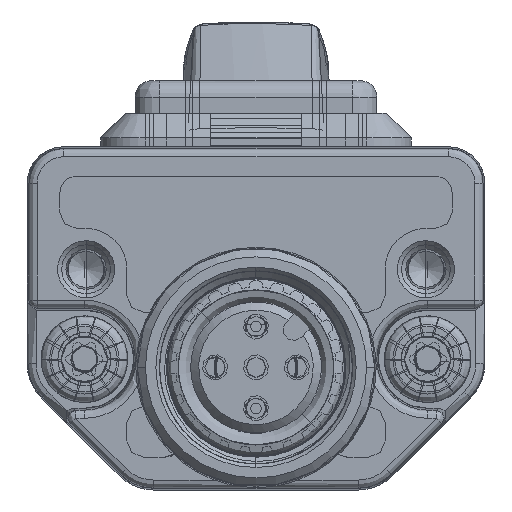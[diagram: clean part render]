
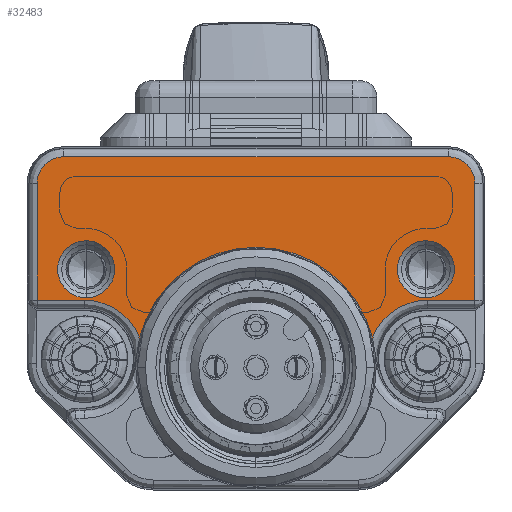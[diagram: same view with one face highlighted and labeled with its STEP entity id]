
A CAD part, left-side view. The second image highlights one B-rep face of the part: STEP entity #32483.
In plain terms, the highlighted face is planar.
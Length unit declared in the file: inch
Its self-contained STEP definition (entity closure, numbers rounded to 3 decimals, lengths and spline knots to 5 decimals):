
#27442=CARTESIAN_POINT('',(13.,13.5,10.3923));
#27443=DIRECTION('',(-1.,0.,0.));
#27444=DIRECTION('',(0.,1.,0.));
#27445=AXIS2_PLACEMENT_3D('',#27442,#27443,#27444);
#27447=CARTESIAN_POINT('',(13.,13.5,10.3923));
#27448=DIRECTION('',(-1.,0.,0.));
#27449=DIRECTION('',(0.,-1.,0.));
#27450=AXIS2_PLACEMENT_3D('',#27447,#27448,#27449);
#27452=CARTESIAN_POINT('',(13.,13.5,-10.3923));
#27453=DIRECTION('',(-1.,0.,0.));
#27454=DIRECTION('',(0.,-1.,0.));
#27455=AXIS2_PLACEMENT_3D('',#27452,#27453,#27454);
#27457=CARTESIAN_POINT('',(13.,13.5,-10.3923));
#27458=DIRECTION('',(-1.,0.,0.));
#27459=DIRECTION('',(0.,1.,0.));
#27460=AXIS2_PLACEMENT_3D('',#27457,#27458,#27459);
#27462=CARTESIAN_POINT('',(13.,8.,-10.5));
#27463=DIRECTION('',(-1.,0.,0.));
#27464=DIRECTION('',(0.,0.359,0.933));
#27465=AXIS2_PLACEMENT_3D('',#27462,#27463,#27464);
#27467=CARTESIAN_POINT('',(13.,7.5,0.));
#27468=DIRECTION('',(1.,0.,0.));
#27469=DIRECTION('',(0.,0.244,-0.97));
#27470=AXIS2_PLACEMENT_3D('',#27467,#27468,#27469);
#27472=CARTESIAN_POINT('',(13.,8.,10.5));
#27473=DIRECTION('',(-1.,0.,0.));
#27474=DIRECTION('',(0.,1.,0.));
#27475=AXIS2_PLACEMENT_3D('',#27472,#27473,#27474);
#27477=DIRECTION('',(0.,0.,-1.));
#27478=VECTOR('',#27477,2.8909);
#27479=CARTESIAN_POINT('',(13.,11.61353,13.3909));
#27480=LINE('',#27479,#27478);
#27481=DIRECTION('',(0.,-1.,0.));
#27482=VECTOR('',#27481,7.13647);
#27483=CARTESIAN_POINT('',(13.,18.75,13.3909));
#27484=LINE('',#27483,#27482);
#27485=CARTESIAN_POINT('',(13.,18.75,11.75));
#27486=DIRECTION('',(1.,0.,0.));
#27487=DIRECTION('',(0.,1.,0.));
#27488=AXIS2_PLACEMENT_3D('',#27485,#27486,#27487);
#27490=DIRECTION('',(0.,0.,1.));
#27491=VECTOR('',#27490,23.5);
#27492=CARTESIAN_POINT('',(13.,20.3909,-11.75));
#27493=LINE('',#27492,#27491);
#27494=CARTESIAN_POINT('',(13.,18.75,-11.75));
#27495=DIRECTION('',(1.,0.,0.));
#27496=DIRECTION('',(0.,0.,-1.));
#27497=AXIS2_PLACEMENT_3D('',#27494,#27495,#27496);
#27499=DIRECTION('',(0.,1.,0.));
#27500=VECTOR('',#27499,7.13647);
#27501=CARTESIAN_POINT('',(13.,11.61353,-13.3909));
#27502=LINE('',#27501,#27500);
#27503=DIRECTION('',(0.,0.,-1.));
#27504=VECTOR('',#27503,2.8909);
#27505=CARTESIAN_POINT('',(13.,11.61353,-10.5));
#27506=LINE('',#27505,#27504);
#27683=CARTESIAN_POINT('',(13.,9.29654,-7.1271));
#27751=CARTESIAN_POINT('',(13.,9.29654,7.12711));
#31761=VERTEX_POINT('',#27683);
#31762=VERTEX_POINT('',#27751);
#31827=CARTESIAN_POINT('',(13.,20.3909,11.75));
#31828=CARTESIAN_POINT('',(13.,18.75,13.3909));
#31829=VERTEX_POINT('',#31827);
#31830=VERTEX_POINT('',#31828);
#31835=CARTESIAN_POINT('',(13.,20.3909,-11.75));
#31836=VERTEX_POINT('',#31835);
#31839=CARTESIAN_POINT('',(13.,18.75,-13.3909));
#31840=VERTEX_POINT('',#31839);
#31867=CARTESIAN_POINT('',(13.,15.25,10.3923));
#31868=CARTESIAN_POINT('',(13.,11.75,10.3923));
#31869=VERTEX_POINT('',#31867);
#31870=VERTEX_POINT('',#31868);
#31871=CARTESIAN_POINT('',(13.,11.75,-10.3923));
#31872=CARTESIAN_POINT('',(13.,15.25,-10.3923));
#31873=VERTEX_POINT('',#31871);
#31874=VERTEX_POINT('',#31872);
#31875=CARTESIAN_POINT('',(13.,11.61353,-10.5));
#31876=VERTEX_POINT('',#31875);
#31877=CARTESIAN_POINT('',(13.,11.61353,-13.3909));
#31878=VERTEX_POINT('',#31877);
#31913=CARTESIAN_POINT('',(13.,11.61353,10.5));
#31914=VERTEX_POINT('',#31913);
#31915=CARTESIAN_POINT('',(13.,11.61353,13.3909));
#31916=VERTEX_POINT('',#31915);
#32444=CARTESIAN_POINT('',(13.,0.,0.));
#32445=DIRECTION('',(1.,0.,0.));
#32446=DIRECTION('',(0.,0.,-1.));
#32447=AXIS2_PLACEMENT_3D('',#32444,#32445,#32446);
#32448=PLANE('',#32447);
#32450=ORIENTED_EDGE('',*,*,#32449,.F.);
#32452=ORIENTED_EDGE('',*,*,#32451,.T.);
#32454=ORIENTED_EDGE('',*,*,#32453,.F.);
#32456=ORIENTED_EDGE('',*,*,#32455,.F.);
#32458=ORIENTED_EDGE('',*,*,#32457,.F.);
#32460=ORIENTED_EDGE('',*,*,#32459,.F.);
#32462=ORIENTED_EDGE('',*,*,#32461,.F.);
#32464=ORIENTED_EDGE('',*,*,#32463,.F.);
#32466=ORIENTED_EDGE('',*,*,#32465,.F.);
#32468=ORIENTED_EDGE('',*,*,#32467,.F.);
#32469=EDGE_LOOP('',(#32450,#32452,#32454,#32456,#32458,#32460,#32462,#32464,
#32466,#32468));
#32470=FACE_OUTER_BOUND('',#32469,.F.);
#32472=ORIENTED_EDGE('',*,*,#32471,.F.);
#32474=ORIENTED_EDGE('',*,*,#32473,.F.);
#32475=EDGE_LOOP('',(#32472,#32474));
#32476=FACE_BOUND('',#32475,.F.);
#32478=ORIENTED_EDGE('',*,*,#32477,.F.);
#32480=ORIENTED_EDGE('',*,*,#32479,.F.);
#32481=EDGE_LOOP('',(#32478,#32480));
#32482=FACE_BOUND('',#32481,.F.);
#32483=ADVANCED_FACE('',(#32470,#32476,#32482),#32448,.T.);
#27446=CIRCLE('',#27445,1.75);
#27451=CIRCLE('',#27450,1.75);
#27456=CIRCLE('',#27455,1.75);
#27461=CIRCLE('',#27460,1.75);
#27466=CIRCLE('',#27465,3.61353);
#27471=CIRCLE('',#27470,7.35);
#27476=CIRCLE('',#27475,3.61353);
#27489=CIRCLE('',#27488,1.6409);
#27498=CIRCLE('',#27497,1.6409);
#32449=EDGE_CURVE('',#31761,#31876,#27466,.T.);
#32451=EDGE_CURVE('',#31761,#31762,#27471,.T.);
#32453=EDGE_CURVE('',#31914,#31762,#27476,.T.);
#32455=EDGE_CURVE('',#31916,#31914,#27480,.T.);
#32457=EDGE_CURVE('',#31830,#31916,#27484,.T.);
#32459=EDGE_CURVE('',#31829,#31830,#27489,.T.);
#32461=EDGE_CURVE('',#31836,#31829,#27493,.T.);
#32463=EDGE_CURVE('',#31840,#31836,#27498,.T.);
#32465=EDGE_CURVE('',#31878,#31840,#27502,.T.);
#32467=EDGE_CURVE('',#31876,#31878,#27506,.T.);
#32471=EDGE_CURVE('',#31869,#31870,#27446,.T.);
#32473=EDGE_CURVE('',#31870,#31869,#27451,.T.);
#32477=EDGE_CURVE('',#31873,#31874,#27456,.T.);
#32479=EDGE_CURVE('',#31874,#31873,#27461,.T.);
